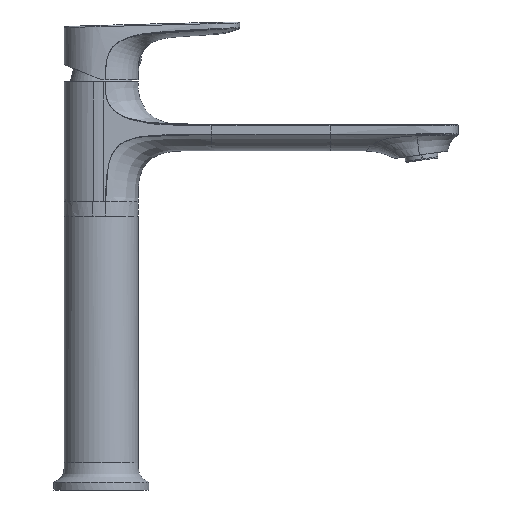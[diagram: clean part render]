
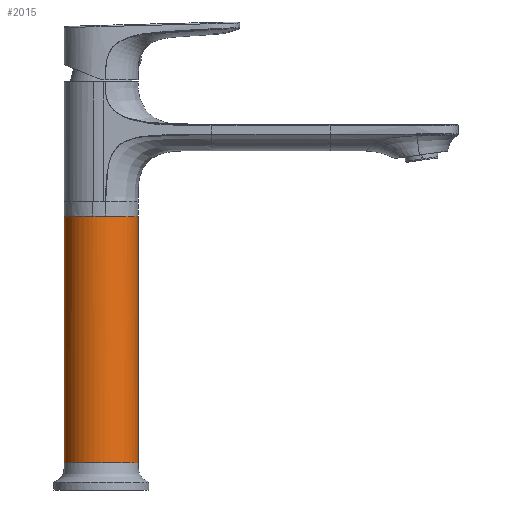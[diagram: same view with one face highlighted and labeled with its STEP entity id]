
A CAD part, left-side view. The second image highlights one B-rep face of the part: STEP entity #2015.
In plain terms, the highlighted cylindrical face has radius 19 mm (diameter 38 mm), a partial arc.
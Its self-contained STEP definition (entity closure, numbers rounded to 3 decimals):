
#2015=ADVANCED_FACE('',(#3905),#30439,.T.);
#3905=FACE_OUTER_BOUND('',#6065,.T.);
#6065=EDGE_LOOP('',(#14830,#14831,#14832,#14833,#14834,#14835));
#14830=ORIENTED_EDGE('',*,*,#20918,.F.);
#14831=ORIENTED_EDGE('',*,*,#20925,.T.);
#14832=ORIENTED_EDGE('',*,*,#20919,.F.);
#14833=ORIENTED_EDGE('',*,*,#20924,.F.);
#14834=ORIENTED_EDGE('',*,*,#20923,.F.);
#14835=ORIENTED_EDGE('',*,*,#20922,.F.);
#20918=EDGE_CURVE('',#29727,#29706,#25444,.T.);
#20919=EDGE_CURVE('',#29726,#29728,#25445,.T.);
#20922=EDGE_CURVE('',#29706,#29704,#26646,.T.);
#20923=EDGE_CURVE('',#29704,#29708,#26647,.T.);
#20924=EDGE_CURVE('',#29708,#29726,#26648,.T.);
#20925=EDGE_CURVE('',#29727,#29728,#26649,.T.);
#25444=B_SPLINE_CURVE_WITH_KNOTS('',1,(#102711,#102712),.UNSPECIFIED.,.F.,
 .F.,(2,2),(-126.729,0.),.UNSPECIFIED.);
#25445=B_SPLINE_CURVE_WITH_KNOTS('',1,(#102713,#102714),.UNSPECIFIED.,.F.,
 .F.,(2,2),(-126.729,0.),.UNSPECIFIED.);
#26646=(
BOUNDED_CURVE()
B_SPLINE_CURVE(2,(#102723,#102724,#102725),.UNSPECIFIED.,.F.,.F.)
B_SPLINE_CURVE_WITH_KNOTS((3,3),(0.,25.518),.UNSPECIFIED.)
CURVE()
GEOMETRIC_REPRESENTATION_ITEM()
RATIONAL_B_SPLINE_CURVE((1.,0.783,1.))
REPRESENTATION_ITEM('')
);
#26647=(
BOUNDED_CURVE()
B_SPLINE_CURVE(2,(#102726,#102727,#102728),.UNSPECIFIED.,.F.,.F.)
B_SPLINE_CURVE_WITH_KNOTS((3,3),(0.,6.505),.UNSPECIFIED.)
CURVE()
GEOMETRIC_REPRESENTATION_ITEM()
RATIONAL_B_SPLINE_CURVE((1.,0.985,1.))
REPRESENTATION_ITEM('')
);
#26648=(
BOUNDED_CURVE()
B_SPLINE_CURVE(2,(#102729,#102730,#102731),.UNSPECIFIED.,.F.,.F.)
B_SPLINE_CURVE_WITH_KNOTS((3,3),(0.,27.668),.UNSPECIFIED.)
CURVE()
GEOMETRIC_REPRESENTATION_ITEM()
RATIONAL_B_SPLINE_CURVE((1.,0.746,1.))
REPRESENTATION_ITEM('')
);
#26649=(
BOUNDED_CURVE()
B_SPLINE_CURVE(2,(#102732,#102733,#102734,#102735,#102736),
 .UNSPECIFIED.,.F.,.F.)
B_SPLINE_CURVE_WITH_KNOTS((3,2,3),(-59.69,-29.845,
0.),.UNSPECIFIED.)
CURVE()
GEOMETRIC_REPRESENTATION_ITEM()
RATIONAL_B_SPLINE_CURVE((1.,0.707,1.,0.707,1.))
REPRESENTATION_ITEM('')
);
#29704=VERTEX_POINT('',#101964);
#29706=VERTEX_POINT('',#101966);
#29708=VERTEX_POINT('',#101968);
#29726=VERTEX_POINT('',#101986);
#29727=VERTEX_POINT('',#101987);
#29728=VERTEX_POINT('',#101988);
#30439=CYLINDRICAL_SURFACE('',#33624,19.);
#33624=AXIS2_PLACEMENT_3D('',#72135,#35066,$);
#35066=DIRECTION('',(0.,0.,-1.));
#72135=CARTESIAN_POINT('',(0.,0.,76.364));
#101964=CARTESIAN_POINT('',(-4.29,-18.509,139.729));
#101966=CARTESIAN_POINT('',(-19.,0.,139.729));
#101968=CARTESIAN_POINT('',(2.173,-18.875,139.729));
#101986=CARTESIAN_POINT('',(19.,0.,139.729));
#101987=CARTESIAN_POINT('',(-19.,0.,13.));
#101988=CARTESIAN_POINT('',(19.,0.,13.));
#102711=CARTESIAN_POINT('',(-19.,0.,13.));
#102712=CARTESIAN_POINT('',(-19.,0.,139.729));
#102713=CARTESIAN_POINT('',(19.,0.,139.729));
#102714=CARTESIAN_POINT('',(19.,0.,13.));
#102723=CARTESIAN_POINT('',(-19.,0.,139.729));
#102724=CARTESIAN_POINT('',(-19.,-15.1,139.729));
#102725=CARTESIAN_POINT('',(-4.29,-18.509,139.729));
#102726=CARTESIAN_POINT('',(-4.29,-18.509,139.729));
#102727=CARTESIAN_POINT('',(-1.09,-19.251,139.729));
#102728=CARTESIAN_POINT('',(2.173,-18.875,139.729));
#102729=CARTESIAN_POINT('',(2.173,-18.875,139.729));
#102730=CARTESIAN_POINT('',(19.,-16.939,139.729));
#102731=CARTESIAN_POINT('',(19.,0.,139.729));
#102732=CARTESIAN_POINT('',(-19.,0.,13.));
#102733=CARTESIAN_POINT('',(-19.,-19.,13.));
#102734=CARTESIAN_POINT('',(0.,-19.,13.));
#102735=CARTESIAN_POINT('',(19.,-19.,13.));
#102736=CARTESIAN_POINT('',(19.,0.,13.));
